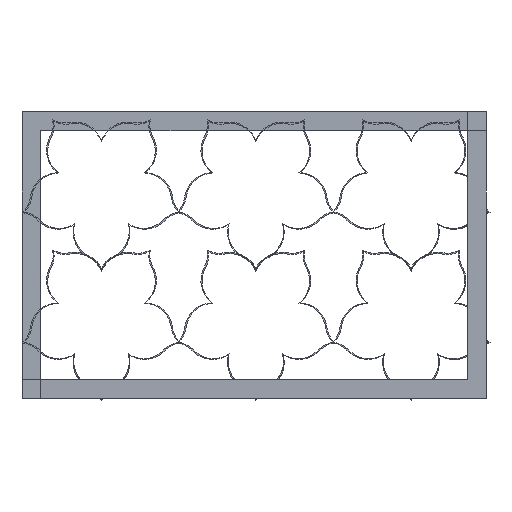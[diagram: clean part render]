
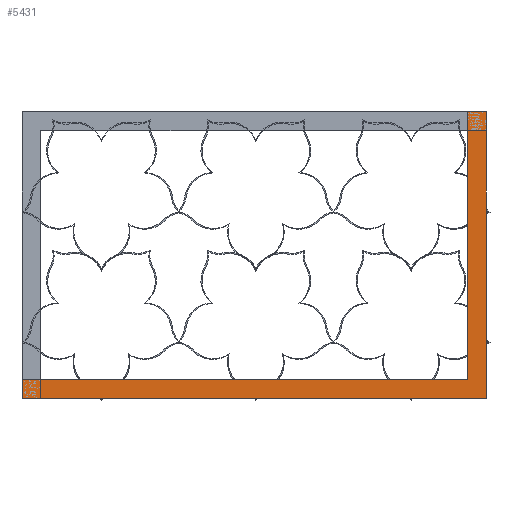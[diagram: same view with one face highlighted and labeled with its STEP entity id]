
A CAD part, front view. The second image highlights one B-rep face of the part: STEP entity #5431.
In plain terms, the highlighted planar face has unit normal (0, -1, 0).
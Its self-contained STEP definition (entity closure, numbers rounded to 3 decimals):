
#935=FACE_OUTER_BOUND('',#1236,.T.);
#1236=EDGE_LOOP('',(#4117,#4118,#4119,#4120,#4121,#4122));
#1537=LINE('',#9097,#1881);
#1541=LINE('',#9105,#1885);
#1544=LINE('',#9111,#1888);
#1547=LINE('',#9117,#1891);
#1550=LINE('',#9123,#1894);
#1553=LINE('',#9128,#1897);
#1881=VECTOR('',#7181,10.);
#1885=VECTOR('',#7187,10.);
#1888=VECTOR('',#7192,10.);
#1891=VECTOR('',#7197,10.);
#1894=VECTOR('',#7202,10.);
#1897=VECTOR('',#7207,10.);
#2305=VERTEX_POINT('',#9095);
#2306=VERTEX_POINT('',#9096);
#2309=VERTEX_POINT('',#9104);
#2311=VERTEX_POINT('',#9110);
#2313=VERTEX_POINT('',#9116);
#2315=VERTEX_POINT('',#9122);
#2965=EDGE_CURVE('',#2305,#2306,#1537,.T.);
#2969=EDGE_CURVE('',#2306,#2309,#1541,.T.);
#2972=EDGE_CURVE('',#2311,#2309,#1544,.T.);
#2975=EDGE_CURVE('',#2313,#2311,#1547,.T.);
#2978=EDGE_CURVE('',#2315,#2313,#1550,.T.);
#2981=EDGE_CURVE('',#2315,#2305,#1553,.T.);
#4117=ORIENTED_EDGE('',*,*,#2981,.T.);
#4118=ORIENTED_EDGE('',*,*,#2965,.T.);
#4119=ORIENTED_EDGE('',*,*,#2969,.T.);
#4120=ORIENTED_EDGE('',*,*,#2972,.F.);
#4121=ORIENTED_EDGE('',*,*,#2975,.F.);
#4122=ORIENTED_EDGE('',*,*,#2978,.F.);
#5293=PLANE('',#5998);
#5431=ADVANCED_FACE('',(#935),#5293,.F.);
#5998=AXIS2_PLACEMENT_3D('',#9131,#7211,#7212);
#7181=DIRECTION('',(-1.,0.,0.));
#7187=DIRECTION('',(0.,0.,-1.));
#7192=DIRECTION('',(1.,0.,0.));
#7197=DIRECTION('',(0.,0.,1.));
#7202=DIRECTION('',(-1.,0.,0.));
#7207=DIRECTION('',(0.,0.,1.));
#7211=DIRECTION('center_axis',(0.,1.,0.));
#7212=DIRECTION('ref_axis',(1.,0.,0.));
#9095=CARTESIAN_POINT('',(70.,0.,-5.));
#9096=CARTESIAN_POINT('',(65.,0.,-5.));
#9097=CARTESIAN_POINT('',(70.,0.,-5.));
#9104=CARTESIAN_POINT('',(65.,0.,-76.));
#9105=CARTESIAN_POINT('',(65.,0.,-5.));
#9110=CARTESIAN_POINT('',(-53.,0.,-76.));
#9111=CARTESIAN_POINT('',(-53.,0.,-76.));
#9116=CARTESIAN_POINT('',(-53.,0.,-81.));
#9117=CARTESIAN_POINT('',(-53.,0.,-81.));
#9122=CARTESIAN_POINT('',(70.,0.,-81.));
#9123=CARTESIAN_POINT('',(70.,0.,-81.));
#9128=CARTESIAN_POINT('',(70.,0.,-81.));
#9131=CARTESIAN_POINT('Origin',(8.5,0.,-43.));
